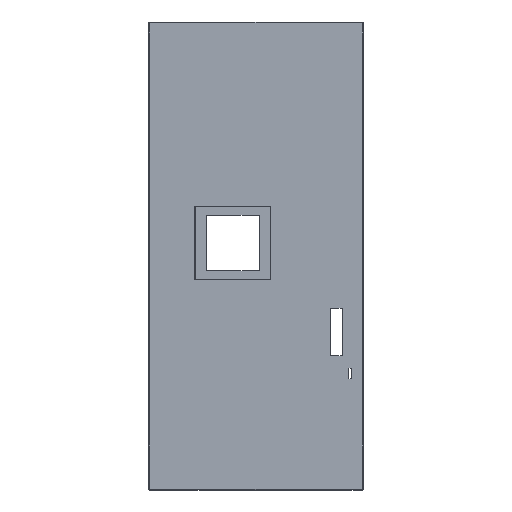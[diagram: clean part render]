
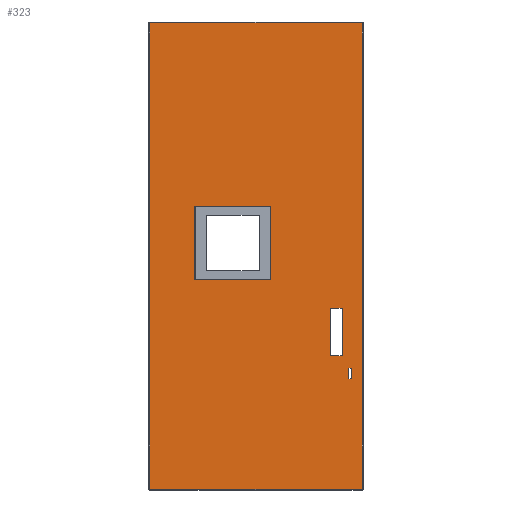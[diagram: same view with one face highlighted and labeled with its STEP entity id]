
A CAD part, top view. The second image highlights one B-rep face of the part: STEP entity #323.
In plain terms, the highlighted planar face has unit normal (0, 0, 1).
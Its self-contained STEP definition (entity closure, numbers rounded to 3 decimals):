
#7 = VECTOR ( 'NONE', #2335, 1000. ) ;
#13 = DIRECTION ( 'NONE',  ( -1., 0., 0. ) ) ;
#28 = CARTESIAN_POINT ( 'NONE',  ( 31.5, 597.34, 10. ) ) ;
#36 = CARTESIAN_POINT ( 'NONE',  ( -223.5, 666., 10. ) ) ;
#37 = VERTEX_POINT ( 'NONE', #268 ) ;
#39 = VERTEX_POINT ( 'NONE', #1175 ) ;
#49 = CARTESIAN_POINT ( 'NONE',  ( 31.5, 638., 10. ) ) ;
#59 = VERTEX_POINT ( 'NONE', #1362 ) ;
#69 = EDGE_CURVE ( 'NONE', #174, #2036, #2097, .T. ) ;
#77 = CARTESIAN_POINT ( 'NONE',  ( -223.5, 983., 10. ) ) ;
#82 = CARTESIAN_POINT ( 'NONE',  ( 181.5, 383., 10. ) ) ;
#83 = VECTOR ( 'NONE', #1117, 1000. ) ;
#103 = CARTESIAN_POINT ( 'NONE',  ( 31.5, 442.312, 10. ) ) ;
#120 = EDGE_CURVE ( 'NONE', #1684, #1291, #1957, .T. ) ;
#134 = LINE ( 'NONE', #2146, #340 ) ;
#142 = CARTESIAN_POINT ( 'NONE',  ( -225.5, 983., 10. ) ) ;
#144 = CARTESIAN_POINT ( 'NONE',  ( 0., 256., 10. ) ) ;
#158 = LINE ( 'NONE', #909, #673 ) ;
#174 = VERTEX_POINT ( 'NONE', #103 ) ;
#186 = VERTEX_POINT ( 'NONE', #306 ) ;
#189 = LINE ( 'NONE', #36, #83 ) ;
#216 = EDGE_LOOP ( 'NONE', ( #2163, #1962, #1744, #1653 ) ) ;
#224 = VECTOR ( 'NONE', #695, 1000. ) ;
#261 = FACE_BOUND ( 'NONE', #912, .T. ) ;
#268 = CARTESIAN_POINT ( 'NONE',  ( 195., 256., 10. ) ) ;
#293 = CARTESIAN_POINT ( 'NONE',  ( 0., 383., 10. ) ) ;
#294 = PLANE ( 'NONE',  #1619 ) ;
#298 = ORIENTED_EDGE ( 'NONE', *, *, #1414, .T. ) ;
#301 = LINE ( 'NONE', #1987, #940 ) ;
#306 = CARTESIAN_POINT ( 'NONE',  ( -223.5, 655., 10. ) ) ;
#313 = CARTESIAN_POINT ( 'NONE',  ( -157.892, 442.312, 10. ) ) ;
#323 = ADVANCED_FACE ( 'NONE', ( #645, #1190, #261, #1754 ), #294, .F. ) ;
#336 = CARTESIAN_POINT ( 'NONE',  ( 0., 283., 10. ) ) ;
#337 = ORIENTED_EDGE ( 'NONE', *, *, #412, .T. ) ;
#340 = VECTOR ( 'NONE', #1815, 1000. ) ;
#383 = DIRECTION ( 'NONE',  ( 0., -1., 0. ) ) ;
#385 = CARTESIAN_POINT ( 'NONE',  ( 69.216, 597.34, 10. ) ) ;
#391 = CARTESIAN_POINT ( 'NONE',  ( 223.5, 666., 10. ) ) ;
#412 = EDGE_CURVE ( 'NONE', #2069, #1079, #1585, .T. ) ;
#431 = ORIENTED_EDGE ( 'NONE', *, *, #1715, .T. ) ;
#434 = VECTOR ( 'NONE', #1045, 1000. ) ;
#514 = VECTOR ( 'NONE', #958, 1000. ) ;
#526 = EDGE_CURVE ( 'NONE', #39, #578, #2390, .T. ) ;
#544 = EDGE_CURVE ( 'NONE', #985, #59, #158, .T. ) ;
#574 = LINE ( 'NONE', #2235, #1092 ) ;
#578 = VERTEX_POINT ( 'NONE', #2035 ) ;
#594 = EDGE_CURVE ( 'NONE', #1684, #39, #1893, .T. ) ;
#645 = FACE_BOUND ( 'NONE', #1508, .T. ) ;
#673 = VECTOR ( 'NONE', #1659, 1000. ) ;
#695 = DIRECTION ( 'NONE',  ( -1., 0., 0. ) ) ;
#757 = EDGE_CURVE ( 'NONE', #2392, #186, #189, .T. ) ;
#788 = VECTOR ( 'NONE', #383, 1000. ) ;
#815 = CARTESIAN_POINT ( 'NONE',  ( -128.5, 597.34, 10. ) ) ;
#877 = VERTEX_POINT ( 'NONE', #1902 ) ;
#909 = CARTESIAN_POINT ( 'NONE',  ( 201., 0., 10. ) ) ;
#912 = EDGE_LOOP ( 'NONE', ( #1464, #1113, #927, #2135 ) ) ;
#917 = DIRECTION ( 'NONE',  ( 0., -1., 0. ) ) ;
#920 = CARTESIAN_POINT ( 'NONE',  ( 181.5, 0., 10. ) ) ;
#927 = ORIENTED_EDGE ( 'NONE', *, *, #544, .T. ) ;
#940 = VECTOR ( 'NONE', #1053, 1000. ) ;
#943 = VECTOR ( 'NONE', #1103, 1000. ) ;
#958 = DIRECTION ( 'NONE',  ( 0., -1., 0. ) ) ;
#985 = VERTEX_POINT ( 'NONE', #2326 ) ;
#1009 = LINE ( 'NONE', #2086, #1212 ) ;
#1045 = DIRECTION ( 'NONE',  ( -1., 0., 0. ) ) ;
#1053 = DIRECTION ( 'NONE',  ( -1., 0., 0. ) ) ;
#1055 = CARTESIAN_POINT ( 'NONE',  ( 223.5, 655., 10. ) ) ;
#1074 = LINE ( 'NONE', #144, #224 ) ;
#1079 = VERTEX_POINT ( 'NONE', #1582 ) ;
#1082 = LINE ( 'NONE', #142, #1206 ) ;
#1092 = VECTOR ( 'NONE', #2220, 1000. ) ;
#1094 = EDGE_CURVE ( 'NONE', #59, #2279, #301, .T. ) ;
#1103 = DIRECTION ( 'NONE',  ( 1., 0., 0. ) ) ;
#1113 = ORIENTED_EDGE ( 'NONE', *, *, #1824, .F. ) ;
#1115 = VECTOR ( 'NONE', #1408, 1000. ) ;
#1117 = DIRECTION ( 'NONE',  ( 0., -1., 0. ) ) ;
#1139 = DIRECTION ( 'NONE',  ( 0., 1., 0. ) ) ;
#1154 = LINE ( 'NONE', #1720, #514 ) ;
#1175 = CARTESIAN_POINT ( 'NONE',  ( 181.5, 283., 10. ) ) ;
#1190 = FACE_OUTER_BOUND ( 'NONE', #1670, .T. ) ;
#1194 = DIRECTION ( 'NONE',  ( 0., -1., 0. ) ) ;
#1206 = VECTOR ( 'NONE', #13, 1000. ) ;
#1212 = VECTOR ( 'NONE', #1194, 1000. ) ;
#1291 = VERTEX_POINT ( 'NONE', #1355 ) ;
#1342 = CARTESIAN_POINT ( 'NONE',  ( 223.5, 983., 10. ) ) ;
#1351 = VERTEX_POINT ( 'NONE', #1342 ) ;
#1355 = CARTESIAN_POINT ( 'NONE',  ( 156.5, 383., 10. ) ) ;
#1361 = EDGE_CURVE ( 'NONE', #1291, #578, #1154, .T. ) ;
#1362 = CARTESIAN_POINT ( 'NONE',  ( 201., 234., 10. ) ) ;
#1408 = DIRECTION ( 'NONE',  ( -1., 0., 0. ) ) ;
#1414 = EDGE_CURVE ( 'NONE', #1079, #1767, #1900, .T. ) ;
#1423 = DIRECTION ( 'NONE',  ( 1., 0., 0. ) ) ;
#1438 = CARTESIAN_POINT ( 'NONE',  ( -223.5, 2., 10. ) ) ;
#1458 = EDGE_CURVE ( 'NONE', #1767, #1351, #574, .T. ) ;
#1464 = ORIENTED_EDGE ( 'NONE', *, *, #2409, .F. ) ;
#1467 = EDGE_CURVE ( 'NONE', #1983, #2036, #2049, .T. ) ;
#1508 = EDGE_LOOP ( 'NONE', ( #2364, #2127, #1730, #1819 ) ) ;
#1545 = VECTOR ( 'NONE', #1727, 1000. ) ;
#1582 = CARTESIAN_POINT ( 'NONE',  ( 223.5, 2., 10. ) ) ;
#1585 = LINE ( 'NONE', #2161, #2320 ) ;
#1619 = AXIS2_PLACEMENT_3D ( 'NONE', #1764, #1979, #1743 ) ;
#1626 = LINE ( 'NONE', #313, #1115 ) ;
#1653 = ORIENTED_EDGE ( 'NONE', *, *, #526, .T. ) ;
#1659 = DIRECTION ( 'NONE',  ( 0., -1., 0. ) ) ;
#1670 = EDGE_LOOP ( 'NONE', ( #2105, #2391, #431, #337, #298, #2141 ) ) ;
#1672 = VECTOR ( 'NONE', #917, 1000. ) ;
#1684 = VERTEX_POINT ( 'NONE', #82 ) ;
#1694 = CARTESIAN_POINT ( 'NONE',  ( -128.5, 638., 10. ) ) ;
#1715 = EDGE_CURVE ( 'NONE', #186, #2069, #134, .T. ) ;
#1720 = CARTESIAN_POINT ( 'NONE',  ( 156.5, 0., 10. ) ) ;
#1727 = DIRECTION ( 'NONE',  ( 0., 1., 0. ) ) ;
#1730 = ORIENTED_EDGE ( 'NONE', *, *, #2234, .F. ) ;
#1743 = DIRECTION ( 'NONE',  ( -1., 0., 0. ) ) ;
#1744 = ORIENTED_EDGE ( 'NONE', *, *, #594, .T. ) ;
#1746 = EDGE_CURVE ( 'NONE', #174, #877, #1626, .T. ) ;
#1754 = FACE_BOUND ( 'NONE', #216, .T. ) ;
#1764 = CARTESIAN_POINT ( 'NONE',  ( -225.5, 666., 10. ) ) ;
#1767 = VERTEX_POINT ( 'NONE', #1055 ) ;
#1815 = DIRECTION ( 'NONE',  ( 0., -1., 0. ) ) ;
#1819 = ORIENTED_EDGE ( 'NONE', *, *, #1467, .T. ) ;
#1824 = EDGE_CURVE ( 'NONE', #985, #37, #1074, .T. ) ;
#1893 = LINE ( 'NONE', #920, #788 ) ;
#1900 = LINE ( 'NONE', #391, #2276 ) ;
#1902 = CARTESIAN_POINT ( 'NONE',  ( -128.5, 442.312, 10. ) ) ;
#1957 = LINE ( 'NONE', #293, #7 ) ;
#1962 = ORIENTED_EDGE ( 'NONE', *, *, #120, .F. ) ;
#1979 = DIRECTION ( 'NONE',  ( 0., 0., -1. ) ) ;
#1983 = VERTEX_POINT ( 'NONE', #815 ) ;
#1987 = CARTESIAN_POINT ( 'NONE',  ( 0., 234., 10. ) ) ;
#2035 = CARTESIAN_POINT ( 'NONE',  ( 156.5, 283., 10. ) ) ;
#2036 = VERTEX_POINT ( 'NONE', #28 ) ;
#2044 = CARTESIAN_POINT ( 'NONE',  ( 195., 234., 10. ) ) ;
#2049 = LINE ( 'NONE', #385, #943 ) ;
#2069 = VERTEX_POINT ( 'NONE', #1438 ) ;
#2071 = LINE ( 'NONE', #1694, #1672 ) ;
#2086 = CARTESIAN_POINT ( 'NONE',  ( 195., 0., 10. ) ) ;
#2097 = LINE ( 'NONE', #49, #1545 ) ;
#2105 = ORIENTED_EDGE ( 'NONE', *, *, #2185, .T. ) ;
#2127 = ORIENTED_EDGE ( 'NONE', *, *, #1746, .T. ) ;
#2135 = ORIENTED_EDGE ( 'NONE', *, *, #1094, .T. ) ;
#2141 = ORIENTED_EDGE ( 'NONE', *, *, #1458, .T. ) ;
#2146 = CARTESIAN_POINT ( 'NONE',  ( -223.5, 666., 10. ) ) ;
#2161 = CARTESIAN_POINT ( 'NONE',  ( -225.5, 2., 10. ) ) ;
#2163 = ORIENTED_EDGE ( 'NONE', *, *, #1361, .F. ) ;
#2185 = EDGE_CURVE ( 'NONE', #1351, #2392, #1082, .T. ) ;
#2220 = DIRECTION ( 'NONE',  ( 0., 1., 0. ) ) ;
#2234 = EDGE_CURVE ( 'NONE', #1983, #877, #2071, .T. ) ;
#2235 = CARTESIAN_POINT ( 'NONE',  ( 223.5, 666., 10. ) ) ;
#2276 = VECTOR ( 'NONE', #1139, 1000. ) ;
#2279 = VERTEX_POINT ( 'NONE', #2044 ) ;
#2320 = VECTOR ( 'NONE', #1423, 1000. ) ;
#2326 = CARTESIAN_POINT ( 'NONE',  ( 201., 256., 10. ) ) ;
#2335 = DIRECTION ( 'NONE',  ( -1., 0., 0. ) ) ;
#2364 = ORIENTED_EDGE ( 'NONE', *, *, #69, .F. ) ;
#2390 = LINE ( 'NONE', #336, #434 ) ;
#2391 = ORIENTED_EDGE ( 'NONE', *, *, #757, .T. ) ;
#2392 = VERTEX_POINT ( 'NONE', #77 ) ;
#2409 = EDGE_CURVE ( 'NONE', #37, #2279, #1009, .T. ) ;
